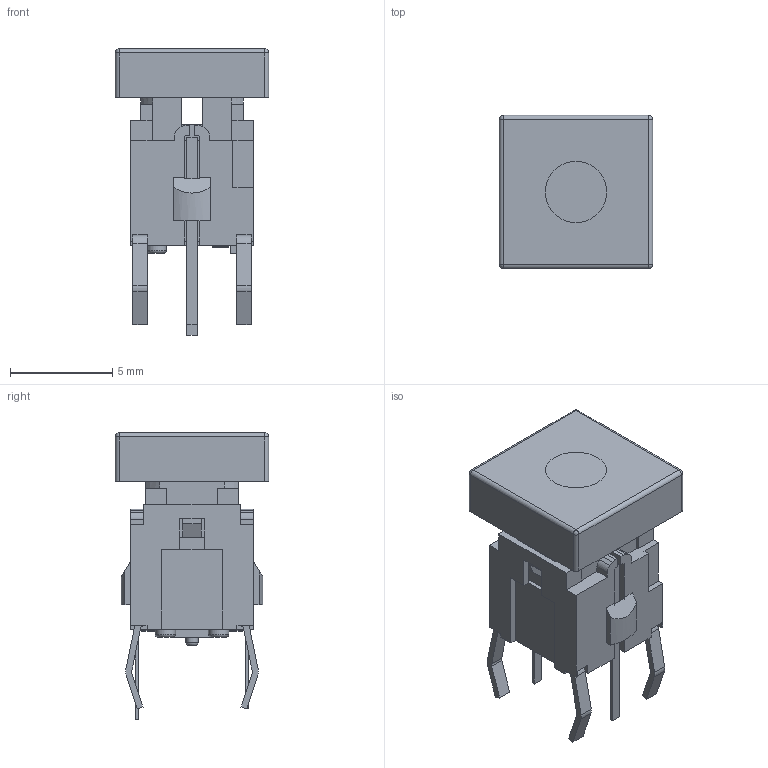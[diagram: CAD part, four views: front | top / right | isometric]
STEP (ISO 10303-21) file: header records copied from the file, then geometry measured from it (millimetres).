
FILE_DESCRIPTION(/* description */ (''),/* implementation_level */ '2;1');
FILE_NAME(/* name */ 'TL1220S1NNxxN.stp',/* time_stamp */ '2025-06-04T10:09:11-05:00',/* author */ ('mroman'),/* organization */ (''),/* preprocessor_version */ 'ST-DEVELOPER v18.1',/* originating_system */ 'Autodesk Inventor 2022',/* authorisation */ '');
FILE_SCHEMA (('AUTOMOTIVE_DESIGN { 1 0 10303 214 3 1 1 }'));
Length unit declared in the file: centimetre
Products named in the file (1): TL1220S1NNxxN
Bounding box: 7.5 x 7.5 x 14 mm (x, y, z)
Volume: 271.7 mm3; surface area: 862.8 mm2
Topology: 1 solids, 1 shells, 372 faces, 1049 edges, 669 vertices
Faces by surface type: plane 303, cylinder 61, sphere 4, torus 2, cone 1, bspline 1
Full cylindrical faces by diameter (mm): 1 x3, 3 x1, 3.7 x1
Entity records: 11866 total; most frequent: CARTESIAN_POINT 2133, ORIENTED_EDGE 2090, DIRECTION 1911, EDGE_CURVE 1045, LINE 919, VECTOR 919, VERTEX_POINT 669, AXIS2_PLACEMENT_3D 496
